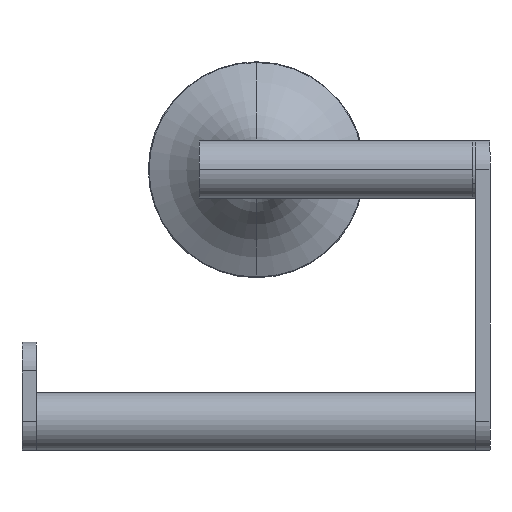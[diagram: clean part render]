
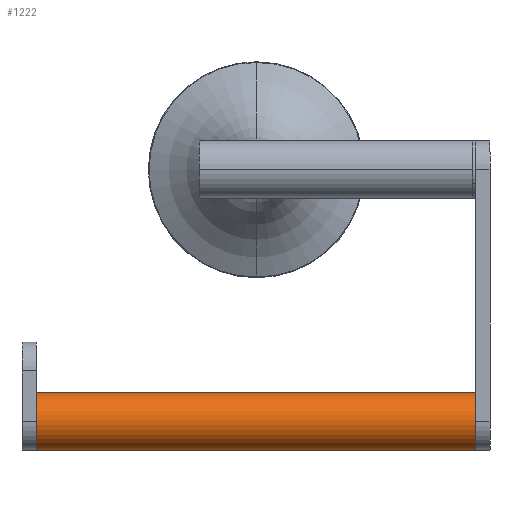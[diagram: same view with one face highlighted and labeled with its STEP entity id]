
A CAD part, top view. The second image highlights one B-rep face of the part: STEP entity #1222.
In plain terms, the highlighted cylindrical face has radius 8 mm (diameter 16 mm), a partial arc.
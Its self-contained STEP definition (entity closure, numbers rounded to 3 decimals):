
#40 = ORIENTED_EDGE ( 'NONE', *, *, #486, .T. ) ;
#79 = CARTESIAN_POINT ( 'NONE',  ( 0., 0., 0. ) ) ;
#124 = CARTESIAN_POINT ( 'NONE',  ( 0., 0., 8. ) ) ;
#128 = EDGE_CURVE ( 'NONE', #203, #1023, #1397, .T. ) ;
#175 = CARTESIAN_POINT ( 'NONE',  ( 0., 0., -8. ) ) ;
#199 = EDGE_LOOP ( 'NONE', ( #326, #266, #40, #983 ) ) ;
#203 = VERTEX_POINT ( 'NONE', #175 ) ;
#220 = CIRCLE ( 'NONE', #291, 8. ) ;
#228 = DIRECTION ( 'NONE',  ( 0., 1., 0. ) ) ;
#266 = ORIENTED_EDGE ( 'NONE', *, *, #503, .T. ) ;
#291 = AXIS2_PLACEMENT_3D ( 'NONE', #623, #1427, #508 ) ;
#326 = ORIENTED_EDGE ( 'NONE', *, *, #677, .F. ) ;
#360 = DIRECTION ( 'NONE',  ( 0., 0., 1. ) ) ;
#406 = CYLINDRICAL_SURFACE ( 'NONE', #1509, 8. ) ;
#408 = VECTOR ( 'NONE', #1388, 1000. ) ;
#486 = EDGE_CURVE ( 'NONE', #1067, #1023, #516, .T. ) ;
#503 = EDGE_CURVE ( 'NONE', #1197, #1067, #220, .T. ) ;
#508 = DIRECTION ( 'NONE',  ( 0., 0., 1. ) ) ;
#516 = LINE ( 'NONE', #1029, #1172 ) ;
#594 = CARTESIAN_POINT ( 'NONE',  ( 0., -122., -8. ) ) ;
#623 = CARTESIAN_POINT ( 'NONE',  ( 0., -122., 0. ) ) ;
#677 = EDGE_CURVE ( 'NONE', #1197, #203, #1458, .T. ) ;
#763 = AXIS2_PLACEMENT_3D ( 'NONE', #79, #228, #360 ) ;
#964 = DIRECTION ( 'NONE',  ( 0., 1., 0. ) ) ;
#983 = ORIENTED_EDGE ( 'NONE', *, *, #128, .F. ) ;
#1023 = VERTEX_POINT ( 'NONE', #124 ) ;
#1025 = DIRECTION ( 'NONE',  ( 0., 1., 0. ) ) ;
#1029 = CARTESIAN_POINT ( 'NONE',  ( 0., -122., 8. ) ) ;
#1067 = VERTEX_POINT ( 'NONE', #1547 ) ;
#1105 = CARTESIAN_POINT ( 'NONE',  ( 0., -122., 0. ) ) ;
#1172 = VECTOR ( 'NONE', #1025, 1000. ) ;
#1197 = VERTEX_POINT ( 'NONE', #1238 ) ;
#1222 = ADVANCED_FACE ( 'NONE', ( #1496 ), #406, .T. ) ;
#1238 = CARTESIAN_POINT ( 'NONE',  ( 0., -122., -8. ) ) ;
#1388 = DIRECTION ( 'NONE',  ( 0., 1., 0. ) ) ;
#1397 = CIRCLE ( 'NONE', #763, 8. ) ;
#1427 = DIRECTION ( 'NONE',  ( 0., 1., 0. ) ) ;
#1458 = LINE ( 'NONE', #594, #408 ) ;
#1496 = FACE_OUTER_BOUND ( 'NONE', #199, .T. ) ;
#1509 = AXIS2_PLACEMENT_3D ( 'NONE', #1105, #964, #1663 ) ;
#1547 = CARTESIAN_POINT ( 'NONE',  ( 0., -122., 8. ) ) ;
#1663 = DIRECTION ( 'NONE',  ( 0., 0., 1. ) ) ;
